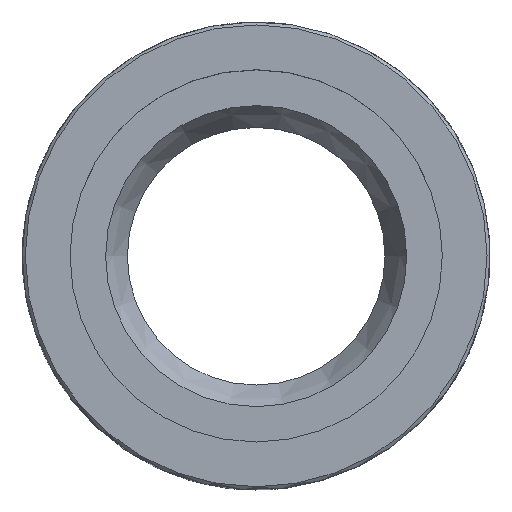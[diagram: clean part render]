
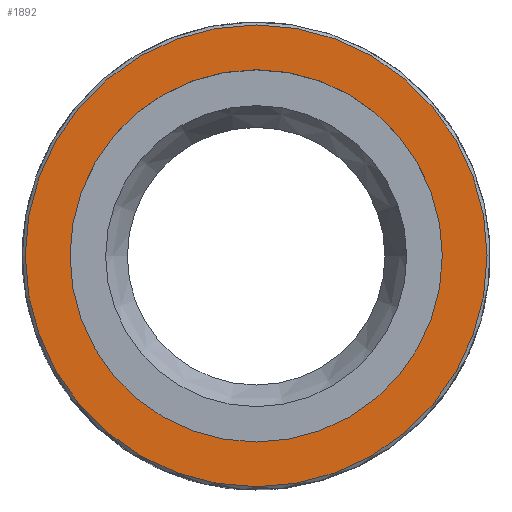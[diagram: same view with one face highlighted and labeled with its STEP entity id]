
A CAD part, top view. The second image highlights one B-rep face of the part: STEP entity #1892.
In plain terms, the highlighted planar face has unit normal (0, 0, 1).
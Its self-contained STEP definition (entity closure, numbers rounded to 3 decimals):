
#83=CIRCLE('',#1952,38.35);
#133=CIRCLE('',#2045,30.918);
#383=ORIENTED_EDGE('',*,*,#684,.T.);
#384=ORIENTED_EDGE('',*,*,#576,.F.);
#576=EDGE_CURVE('',#753,#753,#83,.T.);
#684=EDGE_CURVE('',#819,#819,#133,.T.);
#753=VERTEX_POINT('',#2653);
#819=VERTEX_POINT('',#2885);
#1088=EDGE_LOOP('',(#383));
#1089=EDGE_LOOP('',(#384));
#1184=FACE_BOUND('',#1088,.T.);
#1185=FACE_BOUND('',#1089,.T.);
#1256=PLANE('',#2044);
#1892=ADVANCED_FACE('',(#1184,#1185),#1256,.F.);
#1952=AXIS2_PLACEMENT_3D('',#2652,#2180,#2181);
#2044=AXIS2_PLACEMENT_3D('',#2883,#2417,#2418);
#2045=AXIS2_PLACEMENT_3D('',#2884,#2419,#2420);
#2180=DIRECTION('',(0.,0.,-1.));
#2181=DIRECTION('',(-1.,0.,0.));
#2417=DIRECTION('',(0.,0.,-1.));
#2418=DIRECTION('',(-1.,0.,0.));
#2419=DIRECTION('',(0.,0.,-1.));
#2420=DIRECTION('',(1.,0.,0.));
#2652=CARTESIAN_POINT('',(0.,0.,38.1));
#2653=CARTESIAN_POINT('',(-38.35,0.,38.1));
#2883=CARTESIAN_POINT('',(38.85,0.,38.1));
#2884=CARTESIAN_POINT('',(0.,0.,38.1));
#2885=CARTESIAN_POINT('',(30.918,0.,38.1));
